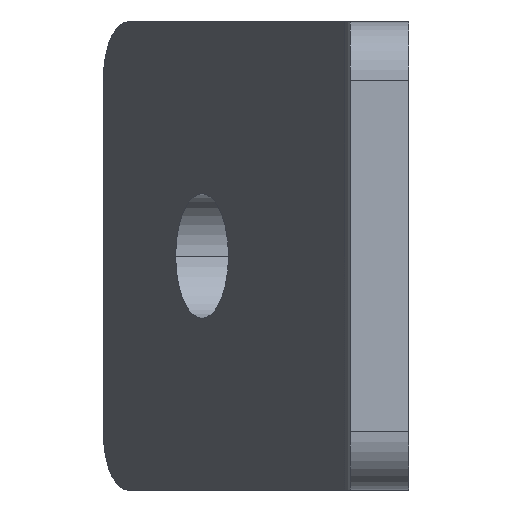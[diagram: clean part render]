
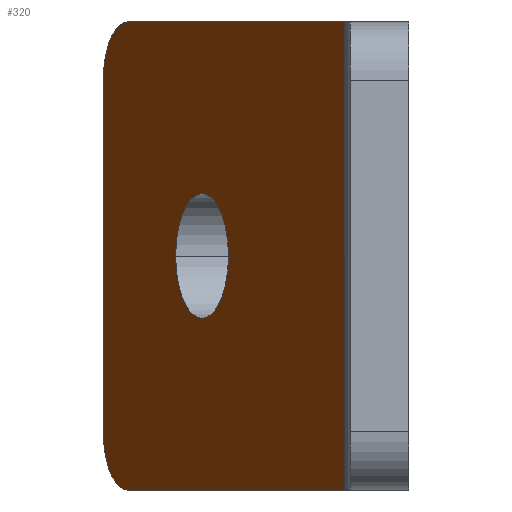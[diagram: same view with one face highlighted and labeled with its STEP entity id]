
A CAD part, left-side view. The second image highlights one B-rep face of the part: STEP entity #320.
In plain terms, the highlighted planar face has unit normal (-0.423, 0.906, 0).
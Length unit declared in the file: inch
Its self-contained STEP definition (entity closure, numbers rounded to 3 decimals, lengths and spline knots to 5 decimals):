
#6 = VERTEX_POINT ( 'NONE', #316 ) ;
#19 = CARTESIAN_POINT ( 'NONE',  ( 1.92973, 0.31696, -0.5 ) ) ;
#21 = DIRECTION ( 'NONE',  ( -0.423, 0.906, 0. ) ) ;
#22 = LINE ( 'NONE', #733, #357 ) ;
#24 = CARTESIAN_POINT ( 'NONE',  ( 2.2696, 0.47545, -0.125 ) ) ;
#30 = CARTESIAN_POINT ( 'NONE',  ( 2.2696, 0.47545, -1. ) ) ;
#41 = DIRECTION ( 'NONE',  ( 0.906, 0.423, 0. ) ) ;
#60 = EDGE_CURVE ( 'NONE', #372, #6, #72, .T. ) ;
#72 = LINE ( 'NONE', #193, #464 ) ;
#77 = CIRCLE ( 'NONE', #164, 0.133 ) ;
#86 = EDGE_CURVE ( 'NONE', #6, #108, #215, .T. ) ;
#102 = CIRCLE ( 'NONE', #617, 0.133 ) ;
#103 = VERTEX_POINT ( 'NONE', #456 ) ;
#108 = VERTEX_POINT ( 'NONE', #742 ) ;
#126 = ORIENTED_EDGE ( 'NONE', *, *, #551, .T. ) ;
#137 = CARTESIAN_POINT ( 'NONE',  ( 1.92973, 0.31696, -0.5 ) ) ;
#139 = EDGE_CURVE ( 'NONE', #103, #212, #22, .T. ) ;
#144 = EDGE_LOOP ( 'NONE', ( #169, #295, #688, #769, #222, #126 ) ) ;
#154 = VERTEX_POINT ( 'NONE', #30 ) ;
#164 = AXIS2_PLACEMENT_3D ( 'NONE', #137, #178, #311 ) ;
#168 = PLANE ( 'NONE',  #656 ) ;
#169 = ORIENTED_EDGE ( 'NONE', *, *, #139, .F. ) ;
#178 = DIRECTION ( 'NONE',  ( -0.423, 0.906, 0. ) ) ;
#193 = CARTESIAN_POINT ( 'NONE',  ( 1.27512, 0.01171, -1. ) ) ;
#194 = ORIENTED_EDGE ( 'NONE', *, *, #367, .F. ) ;
#210 = CARTESIAN_POINT ( 'NONE',  ( 2.05027, 0.37317, -0.5 ) ) ;
#212 = VERTEX_POINT ( 'NONE', #475 ) ;
#215 = LINE ( 'NONE', #273, #724 ) ;
#222 = ORIENTED_EDGE ( 'NONE', *, *, #86, .T. ) ;
#226 = AXIS2_PLACEMENT_3D ( 'NONE', #501, #455, #451 ) ;
#237 = CARTESIAN_POINT ( 'NONE',  ( 1.25, 0., -1. ) ) ;
#250 = LINE ( 'NONE', #237, #699 ) ;
#273 = CARTESIAN_POINT ( 'NONE',  ( 1.25, 0., 0. ) ) ;
#276 = CARTESIAN_POINT ( 'NONE',  ( 1.80919, 0.26076, -0.5 ) ) ;
#295 = ORIENTED_EDGE ( 'NONE', *, *, #520, .T. ) ;
#302 = ORIENTED_EDGE ( 'NONE', *, *, #538, .F. ) ;
#311 = DIRECTION ( 'NONE',  ( -0.906, -0.423, 0. ) ) ;
#316 = CARTESIAN_POINT ( 'NONE',  ( 1.27512, 0.01171, 0. ) ) ;
#320 = ADVANCED_FACE ( 'NONE', ( #693, #414 ), #168, .F. ) ;
#336 = DIRECTION ( 'NONE',  ( 0., 0., 1. ) ) ;
#357 = VECTOR ( 'NONE', #336, 39.37008 ) ;
#367 = EDGE_CURVE ( 'NONE', #703, #567, #77, .T. ) ;
#371 = CIRCLE ( 'NONE', #709, 0.125 ) ;
#372 = VERTEX_POINT ( 'NONE', #379 ) ;
#379 = CARTESIAN_POINT ( 'NONE',  ( 1.27512, 0.01171, -1. ) ) ;
#414 = FACE_OUTER_BOUND ( 'NONE', #144, .T. ) ;
#421 = CIRCLE ( 'NONE', #226, 0.125 ) ;
#435 = DIRECTION ( 'NONE',  ( 0., 0., 1. ) ) ;
#442 = EDGE_CURVE ( 'NONE', #372, #154, #250, .T. ) ;
#451 = DIRECTION ( 'NONE',  ( 0.906, 0.423, 0. ) ) ;
#455 = DIRECTION ( 'NONE',  ( -0.423, 0.906, 0. ) ) ;
#456 = CARTESIAN_POINT ( 'NONE',  ( 2.38288, 0.52827, -0.875 ) ) ;
#464 = VECTOR ( 'NONE', #435, 39.37008 ) ;
#475 = CARTESIAN_POINT ( 'NONE',  ( 2.38288, 0.52827, -0.125 ) ) ;
#501 = CARTESIAN_POINT ( 'NONE',  ( 2.2696, 0.47545, -0.875 ) ) ;
#506 = DIRECTION ( 'NONE',  ( 0.906, 0.423, 0. ) ) ;
#520 = EDGE_CURVE ( 'NONE', #103, #154, #421, .T. ) ;
#538 = EDGE_CURVE ( 'NONE', #567, #703, #102, .T. ) ;
#551 = EDGE_CURVE ( 'NONE', #108, #212, #371, .T. ) ;
#556 = DIRECTION ( 'NONE',  ( 0.906, 0.423, 0. ) ) ;
#567 = VERTEX_POINT ( 'NONE', #210 ) ;
#573 = DIRECTION ( 'NONE',  ( 0.906, 0.423, 0. ) ) ;
#617 = AXIS2_PLACEMENT_3D ( 'NONE', #19, #21, #683 ) ;
#641 = DIRECTION ( 'NONE',  ( 0.423, -0.906, 0. ) ) ;
#650 = CARTESIAN_POINT ( 'NONE',  ( 1.25, 0., -1. ) ) ;
#656 = AXIS2_PLACEMENT_3D ( 'NONE', #650, #641, #41 ) ;
#683 = DIRECTION ( 'NONE',  ( -0.906, -0.423, 0. ) ) ;
#688 = ORIENTED_EDGE ( 'NONE', *, *, #442, .F. ) ;
#693 = FACE_BOUND ( 'NONE', #697, .T. ) ;
#697 = EDGE_LOOP ( 'NONE', ( #194, #302 ) ) ;
#699 = VECTOR ( 'NONE', #556, 39.37008 ) ;
#703 = VERTEX_POINT ( 'NONE', #276 ) ;
#709 = AXIS2_PLACEMENT_3D ( 'NONE', #24, #734, #573 ) ;
#724 = VECTOR ( 'NONE', #506, 39.37008 ) ;
#733 = CARTESIAN_POINT ( 'NONE',  ( 2.38288, 0.52827, -1. ) ) ;
#734 = DIRECTION ( 'NONE',  ( -0.423, 0.906, 0. ) ) ;
#742 = CARTESIAN_POINT ( 'NONE',  ( 2.2696, 0.47545, 0. ) ) ;
#769 = ORIENTED_EDGE ( 'NONE', *, *, #60, .T. ) ;
